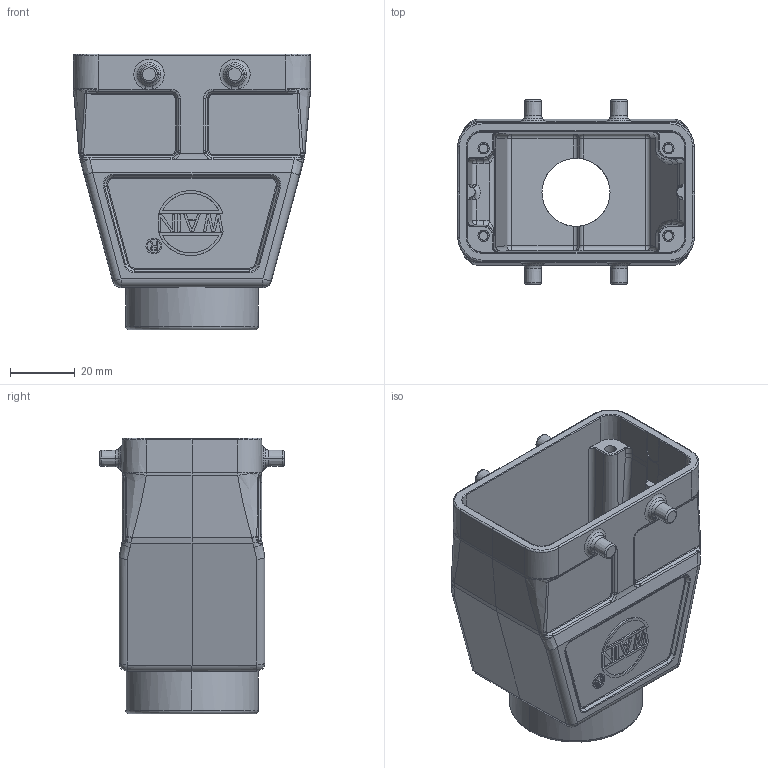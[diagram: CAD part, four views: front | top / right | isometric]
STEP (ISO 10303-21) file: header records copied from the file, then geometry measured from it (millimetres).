
FILE_DESCRIPTION(/* description */ (''),/* implementation_level */ '2;1');
FILE_NAME(/* name */ '3D_1240104305103_HV10B-TEH-4B-M25 WS_V1.1.stp',/* time_stamp */ '2023-12-21T11:38:28+08:00',/* author */ (''),/* organization */ (''),/* preprocessor_version */ 'ST-DEVELOPER v18.1',/* originating_system */ 'SIEMENS PLM Software NX 1980',/* authorisation */ '');
FILE_SCHEMA (('AUTOMOTIVE_DESIGN { 1 0 10303 214 3 1 1 1 }'));
Length unit declared in the file: millimetre
Products named in the file (1): 14593A18C68Azvi3
Bounding box: 73.2 x 57 x 85 mm (x, y, z)
Volume: 73804.5 mm3; surface area: 35338.6 mm2
Topology: 1 solids, 1 shells, 736 faces, 1839 edges, 1134 vertices
Faces by surface type: plane 276, cylinder 182, torus 114, cone 80, bspline 58, sphere 18, extrusion 8
Entity records: 26202 total; most frequent: CARTESIAN_POINT 9962, ORIENTED_EDGE 3656, DIRECTION 2954, EDGE_CURVE 1828, VERTEX_POINT 1134, AXIS2_PLACEMENT_3D 1087, VECTOR 780, EDGE_LOOP 778
